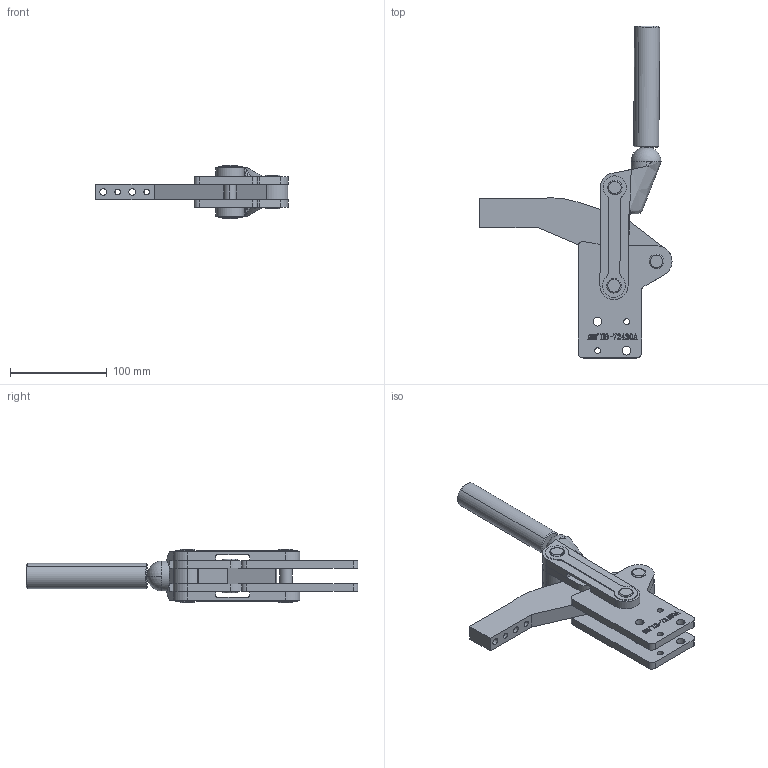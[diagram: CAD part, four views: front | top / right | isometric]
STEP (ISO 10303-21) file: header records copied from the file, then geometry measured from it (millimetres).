
FILE_DESCRIPTION (( 'STEP AP203' ), '1' );
FILE_NAME ('HS-72430A 装配体.STEP', '2018-12-07T08:24:12', ( 'PCOS' ), ( '微软中国' ), 'SwSTEP 2.0', 'SolidWorks 2012', '' );
FILE_SCHEMA (( 'CONFIG_CONTROL_DESIGN' ));
Length unit declared in the file: millimetre
Products named in the file (8): HS-72430A 蚾饜极; 蟀裝; 种2; 揤參; 种1; 忒梟; 忒參; 菁釱
Assembly tree (10 placements, depth 2):
  HS-72430A 蚾饜极
    菁釱
    忒參
    忒梟
    种1  x2
    揤參
    种2  x2
    蟀裝  x2
Bounding box: 198.5 x 343.09 x 55 mm (x, y, z)
Volume: 470012.5 mm3; surface area: 130784.5 mm2
Topology: 11 solids, 11 shells, 623 faces, 1662 edges, 1099 vertices
Faces by surface type: plane 285, cylinder 171, bspline 145, torus 16, cone 4, sphere 2
Entity records: 25702 total; most frequent: CARTESIAN_POINT 10702, ORIENTED_EDGE 3162, DIRECTION 2485, EDGE_CURVE 1581, VERTEX_POINT 1049, LINE 947, VECTOR 947, AXIS2_PLACEMENT_3D 769
